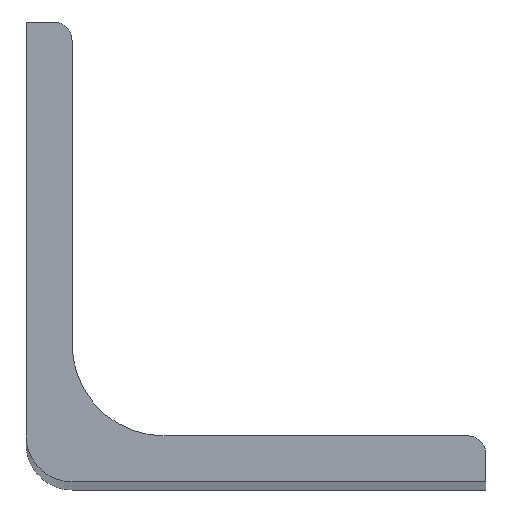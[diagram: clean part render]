
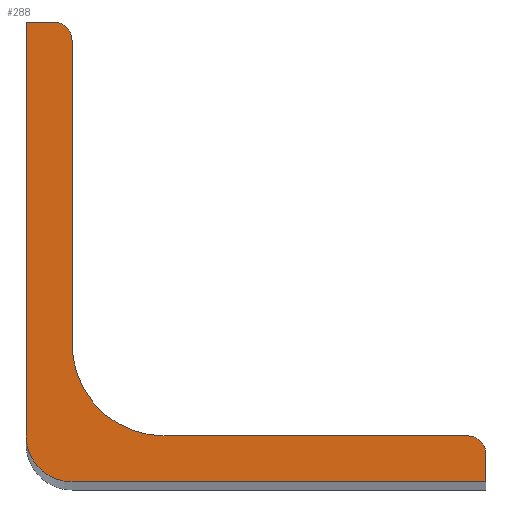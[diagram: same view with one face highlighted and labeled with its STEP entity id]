
A CAD part, top view. The second image highlights one B-rep face of the part: STEP entity #288.
In plain terms, the highlighted planar face has unit normal (0, 0, 1).
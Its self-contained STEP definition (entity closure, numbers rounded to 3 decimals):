
#15 = EDGE_CURVE ( 'NONE', #196, #25, #58, .T. ) ;
#20 = DIRECTION ( 'NONE',  ( -1., 0., 0. ) ) ;
#25 = VERTEX_POINT ( 'NONE', #200 ) ;
#26 = DIRECTION ( 'NONE',  ( 0., 1., 0. ) ) ;
#29 = ORIENTED_EDGE ( 'NONE', *, *, #75, .T. ) ;
#31 = VERTEX_POINT ( 'NONE', #375 ) ;
#32 = DIRECTION ( 'NONE',  ( 0., 0., -1. ) ) ;
#35 = CARTESIAN_POINT ( 'NONE',  ( 6., 6., 152.4 ) ) ;
#38 = LINE ( 'NONE', #206, #393 ) ;
#41 = CARTESIAN_POINT ( 'NONE',  ( 27., -1.2, 152.4 ) ) ;
#43 = ORIENTED_EDGE ( 'NONE', *, *, #133, .T. ) ;
#49 = VERTEX_POINT ( 'NONE', #339 ) ;
#50 = DIRECTION ( 'NONE',  ( 0., 0., 1. ) ) ;
#51 = AXIS2_PLACEMENT_3D ( 'NONE', #238, #137, #172 ) ;
#58 = CIRCLE ( 'NONE', #441, 1.2 ) ;
#63 = AXIS2_PLACEMENT_3D ( 'NONE', #171, #163, #405 ) ;
#74 = CARTESIAN_POINT ( 'NONE',  ( -3., 27., 152.4 ) ) ;
#75 = EDGE_CURVE ( 'NONE', #343, #305, #225, .T. ) ;
#79 = CARTESIAN_POINT ( 'NONE',  ( 0., 6., 152.4 ) ) ;
#82 = CARTESIAN_POINT ( 'NONE',  ( -3., 0., 152.4 ) ) ;
#83 = EDGE_CURVE ( 'NONE', #117, #259, #401, .T. ) ;
#89 = CARTESIAN_POINT ( 'NONE',  ( 6., 0., 152.4 ) ) ;
#90 = VECTOR ( 'NONE', #26, 1000. ) ;
#92 = EDGE_CURVE ( 'NONE', #31, #49, #38, .T. ) ;
#95 = VECTOR ( 'NONE', #420, 1000. ) ;
#103 = DIRECTION ( 'NONE',  ( 0., 1., 0. ) ) ;
#104 = LINE ( 'NONE', #181, #412 ) ;
#105 = EDGE_CURVE ( 'NONE', #25, #343, #275, .T. ) ;
#106 = ORIENTED_EDGE ( 'NONE', *, *, #437, .T. ) ;
#117 = VERTEX_POINT ( 'NONE', #243 ) ;
#122 = VERTEX_POINT ( 'NONE', #315 ) ;
#133 = EDGE_CURVE ( 'NONE', #122, #282, #195, .T. ) ;
#135 = FACE_OUTER_BOUND ( 'NONE', #185, .T. ) ;
#137 = DIRECTION ( 'NONE',  ( 0., 0., 1. ) ) ;
#141 = ORIENTED_EDGE ( 'NONE', *, *, #299, .T. ) ;
#149 = LINE ( 'NONE', #359, #224 ) ;
#151 = DIRECTION ( 'NONE',  ( 1., 0., 0. ) ) ;
#163 = DIRECTION ( 'NONE',  ( 0., 0., 1. ) ) ;
#171 = CARTESIAN_POINT ( 'NONE',  ( -1.2, 25.8, 152.4 ) ) ;
#172 = DIRECTION ( 'NONE',  ( 1., 0., 0. ) ) ;
#181 = CARTESIAN_POINT ( 'NONE',  ( 27., -3., 152.4 ) ) ;
#185 = EDGE_LOOP ( 'NONE', ( #29, #106, #330, #141, #43, #287, #220, #297, #440, #417 ) ) ;
#194 = AXIS2_PLACEMENT_3D ( 'NONE', #323, #50, #151 ) ;
#195 = LINE ( 'NONE', #74, #335 ) ;
#196 = VERTEX_POINT ( 'NONE', #41 ) ;
#200 = CARTESIAN_POINT ( 'NONE',  ( 25.8, 0., 152.4 ) ) ;
#204 = EDGE_CURVE ( 'NONE', #49, #196, #104, .T. ) ;
#206 = CARTESIAN_POINT ( 'NONE',  ( 0., -3., 152.4 ) ) ;
#208 = CARTESIAN_POINT ( 'NONE',  ( -1.2, 27., 152.4 ) ) ;
#220 = ORIENTED_EDGE ( 'NONE', *, *, #92, .T. ) ;
#224 = VECTOR ( 'NONE', #20, 1000. ) ;
#225 = CIRCLE ( 'NONE', #442, 6. ) ;
#227 = CARTESIAN_POINT ( 'NONE',  ( 0., 6., 152.4 ) ) ;
#231 = EDGE_CURVE ( 'NONE', #282, #31, #429, .T. ) ;
#232 = DIRECTION ( 'NONE',  ( 1., 0., 0. ) ) ;
#236 = CARTESIAN_POINT ( 'NONE',  ( 25.8, 0., 152.4 ) ) ;
#238 = CARTESIAN_POINT ( 'NONE',  ( 0., 0., 152.4 ) ) ;
#243 = CARTESIAN_POINT ( 'NONE',  ( 0., 25.8, 152.4 ) ) ;
#253 = PLANE ( 'NONE',  #194 ) ;
#259 = VERTEX_POINT ( 'NONE', #208 ) ;
#267 = DIRECTION ( 'NONE',  ( 1., 0., 0. ) ) ;
#268 = LINE ( 'NONE', #227, #90 ) ;
#269 = CARTESIAN_POINT ( 'NONE',  ( 25.8, -1.2, 152.4 ) ) ;
#275 = LINE ( 'NONE', #236, #95 ) ;
#278 = DIRECTION ( 'NONE',  ( 0., -1., 0. ) ) ;
#282 = VERTEX_POINT ( 'NONE', #82 ) ;
#287 = ORIENTED_EDGE ( 'NONE', *, *, #231, .T. ) ;
#288 = ADVANCED_FACE ( 'NONE', ( #135 ), #253, .T. ) ;
#297 = ORIENTED_EDGE ( 'NONE', *, *, #204, .T. ) ;
#299 = EDGE_CURVE ( 'NONE', #259, #122, #149, .T. ) ;
#305 = VERTEX_POINT ( 'NONE', #79 ) ;
#309 = DIRECTION ( 'NONE',  ( 0., 0., 1. ) ) ;
#315 = CARTESIAN_POINT ( 'NONE',  ( -3., 27., 152.4 ) ) ;
#323 = CARTESIAN_POINT ( 'NONE',  ( 6., 6., 152.4 ) ) ;
#330 = ORIENTED_EDGE ( 'NONE', *, *, #83, .T. ) ;
#335 = VECTOR ( 'NONE', #278, 1000. ) ;
#339 = CARTESIAN_POINT ( 'NONE',  ( 27., -3., 152.4 ) ) ;
#343 = VERTEX_POINT ( 'NONE', #89 ) ;
#359 = CARTESIAN_POINT ( 'NONE',  ( -1.2, 27., 152.4 ) ) ;
#375 = CARTESIAN_POINT ( 'NONE',  ( 0., -3., 152.4 ) ) ;
#393 = VECTOR ( 'NONE', #443, 1000. ) ;
#401 = CIRCLE ( 'NONE', #63, 1.2 ) ;
#405 = DIRECTION ( 'NONE',  ( 1., 0., 0. ) ) ;
#412 = VECTOR ( 'NONE', #103, 1000. ) ;
#417 = ORIENTED_EDGE ( 'NONE', *, *, #105, .T. ) ;
#420 = DIRECTION ( 'NONE',  ( -1., 0., 0. ) ) ;
#429 = CIRCLE ( 'NONE', #51, 3. ) ;
#437 = EDGE_CURVE ( 'NONE', #305, #117, #268, .T. ) ;
#440 = ORIENTED_EDGE ( 'NONE', *, *, #15, .T. ) ;
#441 = AXIS2_PLACEMENT_3D ( 'NONE', #269, #309, #232 ) ;
#442 = AXIS2_PLACEMENT_3D ( 'NONE', #35, #32, #267 ) ;
#443 = DIRECTION ( 'NONE',  ( 1., 0., 0. ) ) ;
